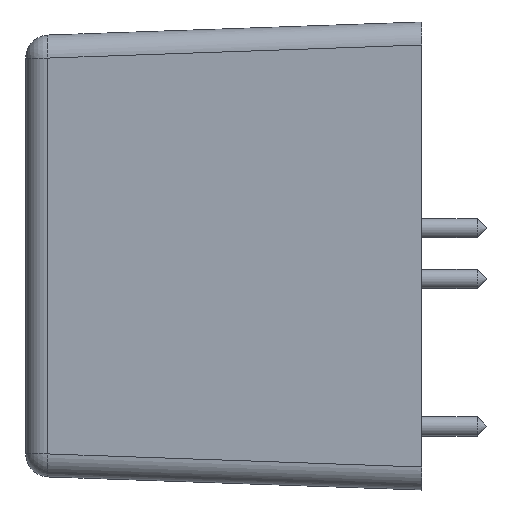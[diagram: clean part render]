
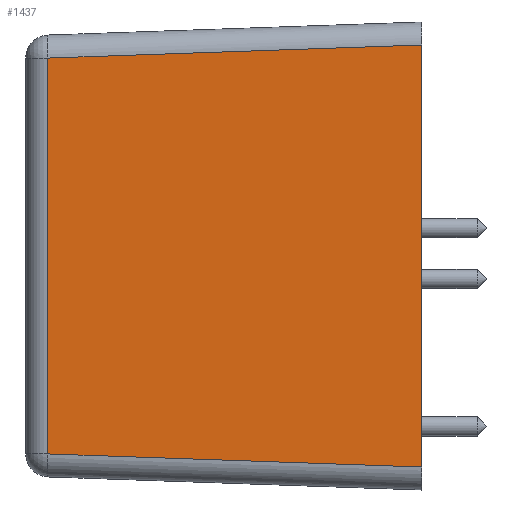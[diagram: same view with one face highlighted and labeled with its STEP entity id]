
A CAD part, left-side view. The second image highlights one B-rep face of the part: STEP entity #1437.
In plain terms, the highlighted planar face has unit normal (-0.999, 0.035, 0).
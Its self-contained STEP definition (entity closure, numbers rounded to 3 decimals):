
#1437=ADVANCED_FACE('NONE',(#1438),#1472,.T.);
#1438=FACE_BOUND('NONE',#1439,.T.);
#1439=EDGE_LOOP('',(#1440,#1450,#1458,#1466));
#1440=ORIENTED_EDGE('',*,*,#1441,.T.);
#1441=EDGE_CURVE('NONE',#1442,#1444,#1446,.T.);
#1442=VERTEX_POINT('NONE',#1443);
#1443=CARTESIAN_POINT('',(-22.141,20.294,10.742));
#1444=VERTEX_POINT('NONE',#1445);
#1445=CARTESIAN_POINT('',(-22.141,20.294,-10.742));
#1446=LINE('',#1447,#1448);
#1447=CARTESIAN_POINT('',(-22.141,20.294,-11.949));
#1448=VECTOR('',#1449,1.0);
#1449=DIRECTION('',(0.0,0.0,-1.0));
#1450=ORIENTED_EDGE('',*,*,#1451,.T.);
#1451=EDGE_CURVE('NONE',#1444,#1452,#1454,.T.);
#1452=VERTEX_POINT('NONE',#1453);
#1453=CARTESIAN_POINT('',(-22.85,0.0,-11.451));
#1454=LINE('',#1455,#1456);
#1455=CARTESIAN_POINT('',(-22.821,0.841,-11.421));
#1456=VECTOR('',#1457,1.0);
#1457=DIRECTION('',(-0.035,-0.999,-0.035));
#1458=ORIENTED_EDGE('',*,*,#1459,.T.);
#1459=EDGE_CURVE('NONE',#1452,#1460,#1462,.T.);
#1460=VERTEX_POINT('NONE',#1461);
#1461=CARTESIAN_POINT('',(-22.85,0.0,11.451));
#1462=LINE('',#1463,#1464);
#1463=CARTESIAN_POINT('',(-22.85,0.0,12.7));
#1464=VECTOR('',#1465,1.0);
#1465=DIRECTION('',(0.0,0.0,1.0));
#1466=ORIENTED_EDGE('',*,*,#1467,.T.);
#1467=EDGE_CURVE('NONE',#1460,#1442,#1468,.T.);
#1468=LINE('',#1469,#1470);
#1469=CARTESIAN_POINT('',(-22.852,-0.044,11.452));
#1470=VECTOR('',#1471,1.0);
#1471=DIRECTION('',(0.035,0.999,-0.035));
#1472=PLANE('',#1473);
#1473=AXIS2_PLACEMENT_3D('',#1474,#1475,#1476);
#1474=CARTESIAN_POINT('',(-22.85,0.0,12.7));
#1475=DIRECTION('',(-0.999,0.035,0.0));
#1476=DIRECTION('',(-0.035,-0.999,0.0));
